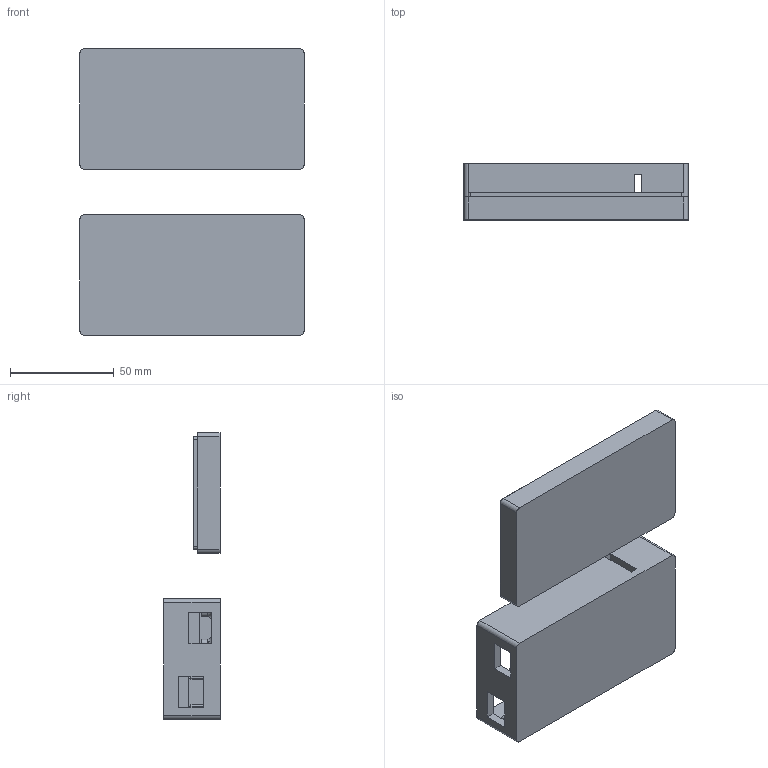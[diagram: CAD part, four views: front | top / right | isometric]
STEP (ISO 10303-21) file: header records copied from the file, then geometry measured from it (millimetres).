
FILE_DESCRIPTION(/* description */ (''),/* implementation_level */ '2;1');
FILE_NAME(/* name */ 'dust_box_v3.step',/* time_stamp */ '2020-08-18T11:26:32+08:00',/* author */ (''),/* organization */ (''),/* preprocessor_version */ 'ST-DEVELOPER v18.1',/* originating_system */ 'Autodesk Translation Framework v9.3.0.1241',/* authorisation */ '');
FILE_SCHEMA (('AUTOMOTIVE_DESIGN { 1 0 10303 214 3 1 1 }'));
Length unit declared in the file: millimetre
Products named in the file (1): dust sensor box
Bounding box: 108 x 27 x 138 mm (x, y, z)
Volume: 88368.6 mm3; surface area: 51103.7 mm2
Topology: 2 solids, 2 shells, 166 faces, 416 edges, 267 vertices
Faces by surface type: plane 105, cylinder 48, torus 13
Full cylindrical faces by diameter (mm): 1.2 x4, 2 x7, 4.5 x2, 10 x1
Entity records: 5138 total; most frequent: CARTESIAN_POINT 1013, DIRECTION 850, ORIENTED_EDGE 846, EDGE_CURVE 423, AXIS2_PLACEMENT_3D 284, LINE 282, VECTOR 282, VERTEX_POINT 267
